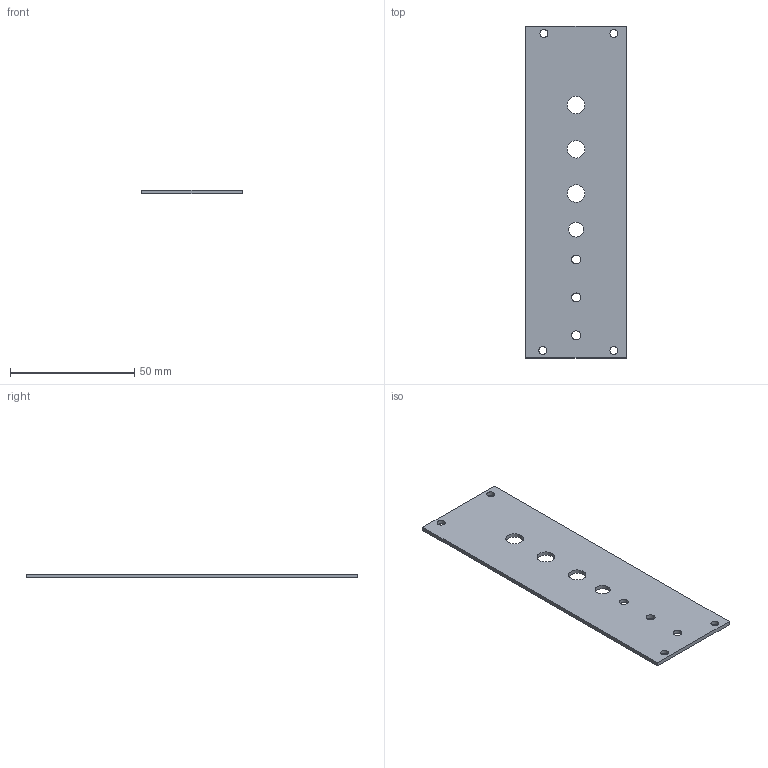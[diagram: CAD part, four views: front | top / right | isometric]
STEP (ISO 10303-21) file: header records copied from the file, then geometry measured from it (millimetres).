
FILE_DESCRIPTION(('KiCad electronic assembly'),'2;1');
FILE_NAME('mozzi2osc.step','2022-10-05T19:59:26',('Pcbnew'),('Kicad'), 'Open CASCADE STEP processor 7.6','KiCad to STEP converter','Unknown' );
FILE_SCHEMA(('AUTOMOTIVE_DESIGN { 1 0 10303 214 1 1 1 1 }'));
Length unit declared in the file: millimetre
Products named in the file (2): mozzi2osc 1; mozzi2osc PCB
Assembly tree (1 placements, depth 2):
  mozzi2osc 1
    mozzi2osc PCB
Bounding box: 40.54 x 133.34 x 1.6 mm (x, y, z)
Volume: 8318.7 mm3; surface area: 11209.1 mm2
Topology: 1 solids, 1 shells, 17 faces, 45 edges, 30 vertices
Faces by surface type: cylinder 11, plane 6
Full cylindrical faces by diameter (mm): 3.2 x4, 3.6 x3, 6 x1, 7 x3
Entity records: 1283 total; most frequent: CARTESIAN_POINT 316, DIRECTION 173, LINE 91, VECTOR 91, ORIENTED_EDGE 90, PCURVE 90, DEFINITIONAL_REPRESENTATION 90, EDGE_CURVE 45
